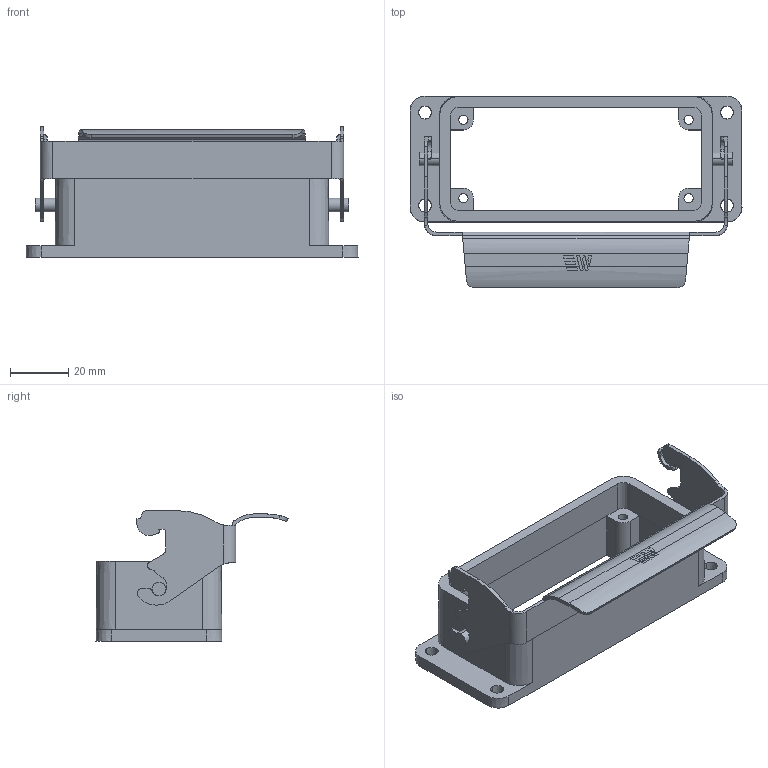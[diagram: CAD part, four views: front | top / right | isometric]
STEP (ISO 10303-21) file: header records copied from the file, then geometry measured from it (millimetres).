
FILE_DESCRIPTION (( 'STEP AP203' ), '1' );
FILE_NAME ('29360S.step', '2025-02-12T17:35:09', ( '' ), ( '' ), 'SwSTEP 2.0', 'SolidWorks 2024', '' );
FILE_SCHEMA (( 'CONFIG_CONTROL_DESIGN' ));
Length unit declared in the file: inch
Products named in the file (1): 29360S
Bounding box: 114.24 x 66.07 x 45 mm (x, y, z)
Volume: 37414.8 mm3; surface area: 27899 mm2
Topology: 1 solids, 1 shells, 209 faces, 591 edges, 388 vertices
Faces by surface type: plane 118, cylinder 71, cone 20
Entity records: 7121 total; most frequent: CARTESIAN_POINT 1507, ORIENTED_EDGE 1182, DIRECTION 1139, EDGE_CURVE 591, VERTEX_POINT 388, VECTOR 381, LINE 381, AXIS2_PLACEMENT_3D 379
